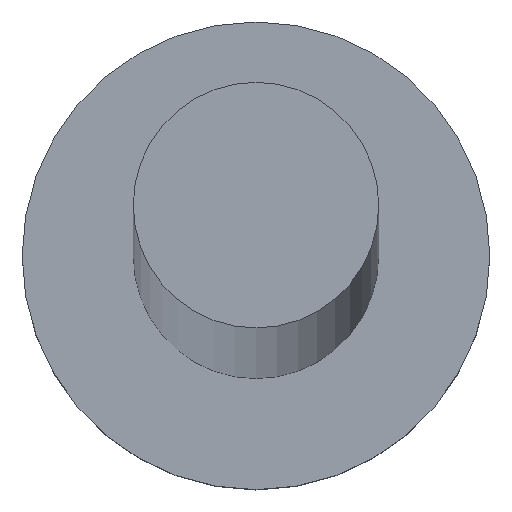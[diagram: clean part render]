
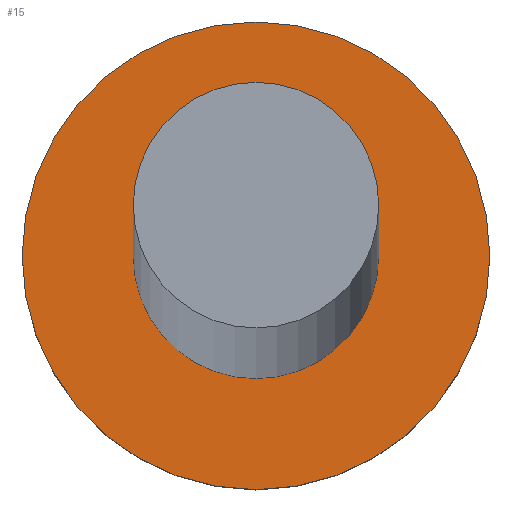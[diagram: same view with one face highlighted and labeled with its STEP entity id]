
A CAD part, top view. The second image highlights one B-rep face of the part: STEP entity #15.
In plain terms, the highlighted planar face has unit normal (0, 0, 1).
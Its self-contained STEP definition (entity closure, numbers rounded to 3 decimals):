
#4 = EDGE_CURVE ( 'NONE', #94, #254, #163, .T. ) ;
#13 = FACE_BOUND ( 'NONE', #253, .T. ) ;
#15 = ADVANCED_FACE ( 'NONE', ( #13, #148 ), #97, .T. ) ;
#21 = DIRECTION ( 'NONE',  ( 1., 0., 0. ) ) ;
#35 = ORIENTED_EDGE ( 'NONE', *, *, #135, .F. ) ;
#37 = AXIS2_PLACEMENT_3D ( 'NONE', #151, #62, #118 ) ;
#50 = DIRECTION ( 'NONE',  ( 1., 0., 0. ) ) ;
#51 = AXIS2_PLACEMENT_3D ( 'NONE', #232, #229, #50 ) ;
#55 = VERTEX_POINT ( 'NONE', #81 ) ;
#56 = CARTESIAN_POINT ( 'NONE',  ( 0., 0., 3. ) ) ;
#62 = DIRECTION ( 'NONE',  ( 0., 0., 1. ) ) ;
#63 = CIRCLE ( 'NONE', #98, 4. ) ;
#74 = CIRCLE ( 'NONE', #149, 2.1 ) ;
#77 = VERTEX_POINT ( 'NONE', #102 ) ;
#81 = CARTESIAN_POINT ( 'NONE',  ( -4., 0., 3. ) ) ;
#87 = CARTESIAN_POINT ( 'NONE',  ( -2.1, 0., 3. ) ) ;
#94 = VERTEX_POINT ( 'NONE', #238 ) ;
#95 = EDGE_CURVE ( 'NONE', #55, #77, #133, .T. ) ;
#97 = PLANE ( 'NONE',  #51 ) ;
#98 = AXIS2_PLACEMENT_3D ( 'NONE', #201, #103, #181 ) ;
#102 = CARTESIAN_POINT ( 'NONE',  ( 4., 0., 3. ) ) ;
#103 = DIRECTION ( 'NONE',  ( 0., 0., 1. ) ) ;
#118 = DIRECTION ( 'NONE',  ( 1., 0., 0. ) ) ;
#123 = AXIS2_PLACEMENT_3D ( 'NONE', #211, #150, #173 ) ;
#133 = CIRCLE ( 'NONE', #37, 4. ) ;
#135 = EDGE_CURVE ( 'NONE', #254, #94, #74, .T. ) ;
#140 = DIRECTION ( 'NONE',  ( 0., 0., 1. ) ) ;
#148 = FACE_OUTER_BOUND ( 'NONE', #190, .T. ) ;
#149 = AXIS2_PLACEMENT_3D ( 'NONE', #56, #140, #21 ) ;
#150 = DIRECTION ( 'NONE',  ( 0., 0., 1. ) ) ;
#151 = CARTESIAN_POINT ( 'NONE',  ( 0., 0., 3. ) ) ;
#163 = CIRCLE ( 'NONE', #123, 2.1 ) ;
#173 = DIRECTION ( 'NONE',  ( 1., 0., 0. ) ) ;
#181 = DIRECTION ( 'NONE',  ( 1., 0., 0. ) ) ;
#189 = ORIENTED_EDGE ( 'NONE', *, *, #4, .F. ) ;
#190 = EDGE_LOOP ( 'NONE', ( #207, #252 ) ) ;
#201 = CARTESIAN_POINT ( 'NONE',  ( 0., 0., 3. ) ) ;
#207 = ORIENTED_EDGE ( 'NONE', *, *, #95, .T. ) ;
#211 = CARTESIAN_POINT ( 'NONE',  ( 0., 0., 3. ) ) ;
#218 = EDGE_CURVE ( 'NONE', #77, #55, #63, .T. ) ;
#229 = DIRECTION ( 'NONE',  ( 0., 0., 1. ) ) ;
#232 = CARTESIAN_POINT ( 'NONE',  ( 0., 0., 3. ) ) ;
#238 = CARTESIAN_POINT ( 'NONE',  ( 2.1, 0., 3. ) ) ;
#252 = ORIENTED_EDGE ( 'NONE', *, *, #218, .T. ) ;
#253 = EDGE_LOOP ( 'NONE', ( #35, #189 ) ) ;
#254 = VERTEX_POINT ( 'NONE', #87 ) ;
